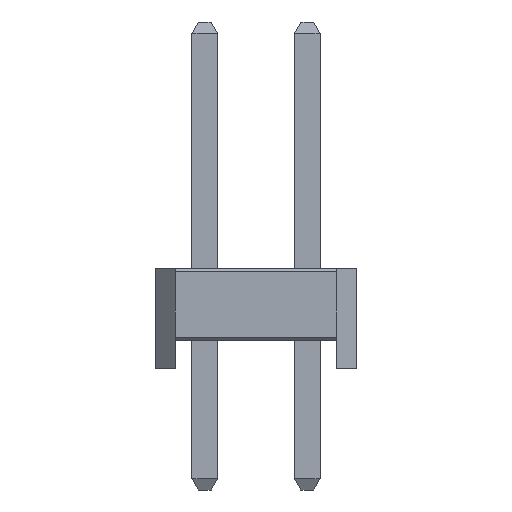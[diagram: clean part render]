
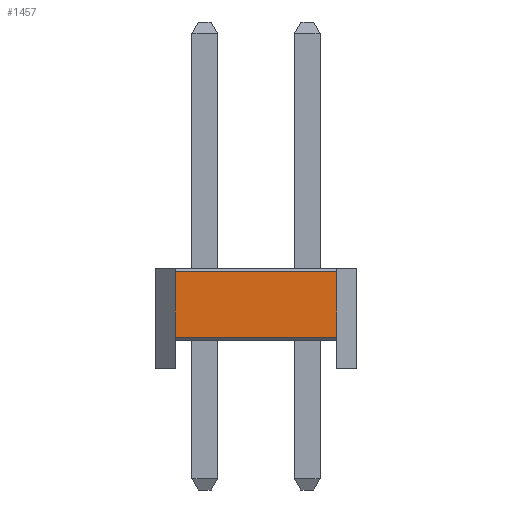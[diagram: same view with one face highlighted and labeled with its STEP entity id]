
A CAD part, left-side view. The second image highlights one B-rep face of the part: STEP entity #1457.
In plain terms, the highlighted planar face has unit normal (-1, 0, 0).
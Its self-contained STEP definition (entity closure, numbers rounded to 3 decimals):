
#1457=ADVANCED_FACE('',(#2369),#2371,.T.);
#2369=FACE_BOUND('',#2370,.T.);
#2370=EDGE_LOOP('',(#2986,#2987,#2988,#2989));
#2371=PLANE('',#2372);
#2372=AXIS2_PLACEMENT_3D('',#2373,#2374,#2375);
#2373=CARTESIAN_POINT('',(-1.27,3.27,0.));
#2374=DIRECTION('',(-1.,0.,0.));
#2375=DIRECTION('',(0.,-1.,0.));
#2986=ORIENTED_EDGE('',*,*,#3286,.T.);
#2987=ORIENTED_EDGE('',*,*,#3303,.T.);
#2988=ORIENTED_EDGE('',*,*,#3299,.T.);
#2989=ORIENTED_EDGE('',*,*,#3302,.F.);
#3286=EDGE_CURVE('',#3710,#3712,#3714,.F.);
#3299=EDGE_CURVE('',#3732,#3730,#3733,.F.);
#3302=EDGE_CURVE('',#3710,#3730,#3736,.T.);
#3303=EDGE_CURVE('',#3712,#3732,#3737,.T.);
#3710=VERTEX_POINT('',#4636);
#3712=VERTEX_POINT('',#4640);
#3714=LINE('',#4644,#4645);
#3730=VERTEX_POINT('',#4684);
#3732=VERTEX_POINT('',#4688);
#3733=LINE('',#4689,#4690);
#3736=LINE('',#4698,#4699);
#3737=LINE('',#4701,#4702);
#4636=CARTESIAN_POINT('',(-1.27,3.27,0.785));
#4640=CARTESIAN_POINT('',(-1.27,-0.73,0.785));
#4644=CARTESIAN_POINT('',(-1.27,-0.73,0.785));
#4645=VECTOR('',#4646,1.);
#4646=DIRECTION('',(0.,1.,0.));
#4684=CARTESIAN_POINT('',(-1.27,3.27,2.415));
#4688=CARTESIAN_POINT('',(-1.27,-0.73,2.415));
#4689=CARTESIAN_POINT('',(-1.27,3.27,2.415));
#4690=VECTOR('',#4691,1.);
#4691=DIRECTION('',(0.,-1.,0.));
#4698=CARTESIAN_POINT('',(-1.27,3.27,0.785));
#4699=VECTOR('',#4700,1.);
#4700=DIRECTION('',(0.,0.,1.));
#4701=CARTESIAN_POINT('',(-1.27,-0.73,0.785));
#4702=VECTOR('',#4703,1.);
#4703=DIRECTION('',(0.,0.,1.));
